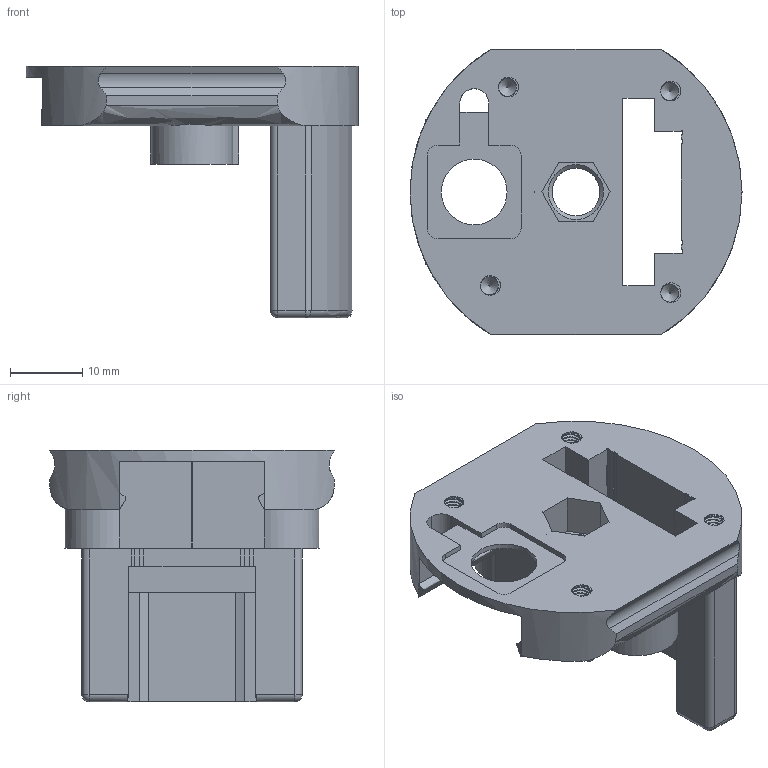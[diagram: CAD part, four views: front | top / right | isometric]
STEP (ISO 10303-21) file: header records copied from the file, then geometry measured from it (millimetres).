
FILE_DESCRIPTION(/* description */ (''),/* implementation_level */ '2;1');
FILE_NAME(/* name */ 'Base.step',/* time_stamp */ '2025-12-06T17:38:16Z',/* author */ (''),/* organization */ (''),/* preprocessor_version */ 'ST-DEVELOPER v20.1',/* originating_system */ 'Autodesk Translation Framework v14.21.0.0',/* authorisation */ '');
FILE_SCHEMA (('AUTOMOTIVE_DESIGN { 1 0 10303 214 3 1 1 }'));
Length unit declared in the file: millimetre
Products named in the file (1): Base
Bounding box: 46 x 39.49 x 34.84 mm (x, y, z)
Volume: 13971.8 mm3; surface area: 8796.9 mm2
Topology: 2 solids, 2 shells, 279 faces, 775 edges, 507 vertices
Faces by surface type: plane 129, cylinder 126, bspline 12, cone 7, sphere 4, torus 1
Full cylindrical faces by diameter (mm): 2.529 x24, 3.086 x8, 3.8 x2, 6.6 x1, 8.1 x1, 8.75 x1, 9.1 x1
Entity records: 14873 total; most frequent: CARTESIAN_POINT 8066, ORIENTED_EDGE 1550, DIRECTION 1201, EDGE_CURVE 775, VERTEX_POINT 507, LINE 429, VECTOR 429, AXIS2_PLACEMENT_3D 386
